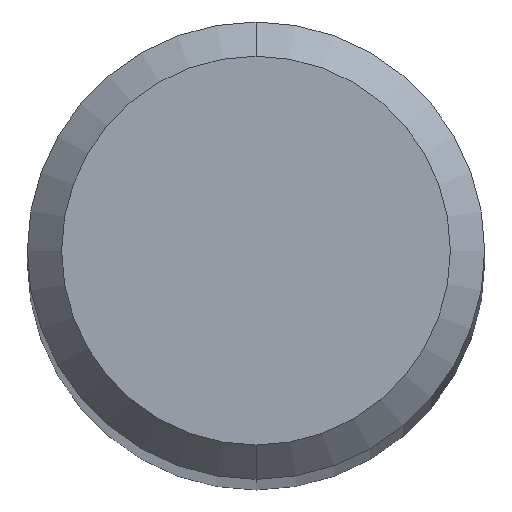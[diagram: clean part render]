
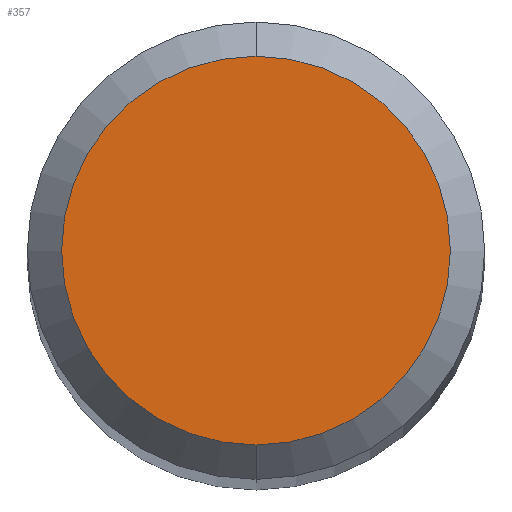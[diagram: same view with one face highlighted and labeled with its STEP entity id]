
A CAD part, top view. The second image highlights one B-rep face of the part: STEP entity #357.
In plain terms, the highlighted planar face has unit normal (0, 0, 1).
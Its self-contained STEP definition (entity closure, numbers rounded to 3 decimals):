
#169=EDGE_CURVE('',#383,#259,#444,.T.);
#259=VERTEX_POINT('',#545);
#357=ADVANCED_FACE('',(#652),#653,.T.);
#361=EDGE_CURVE('',#259,#383,#657,.T.);
#383=VERTEX_POINT('',#679);
#444=CIRCLE('',#767,1.7);
#545=CARTESIAN_POINT('',(0.0,1.7,0.0));
#652=FACE_OUTER_BOUND('',#1191,.T.);
#653=PLANE('',#1192);
#657=CIRCLE('',#1199,1.7);
#679=CARTESIAN_POINT('',(0.,-1.7,0.0));
#767=AXIS2_PLACEMENT_3D('',#1314,#1315,#1316);
#1191=EDGE_LOOP('',(#1544,#1545));
#1192=AXIS2_PLACEMENT_3D('',#1546,#1547,#1548);
#1199=AXIS2_PLACEMENT_3D('',#1550,#1551,#1552);
#1314=CARTESIAN_POINT('',(0.0,0.0,0.0));
#1315=DIRECTION('',(0.0,0.0,-1.0));
#1316=DIRECTION('',(0.0,1.0,0.0));
#1544=ORIENTED_EDGE('',*,*,#361,.F.);
#1545=ORIENTED_EDGE('',*,*,#169,.F.);
#1546=CARTESIAN_POINT('',(0.0,0.85,0.0));
#1547=DIRECTION('',(-0.0,0.0,1.0));
#1548=DIRECTION('',(0.0,-1.0,0.0));
#1550=CARTESIAN_POINT('',(0.0,0.0,0.0));
#1551=DIRECTION('',(0.0,0.0,-1.0));
#1552=DIRECTION('',(0.0,1.0,0.0));
